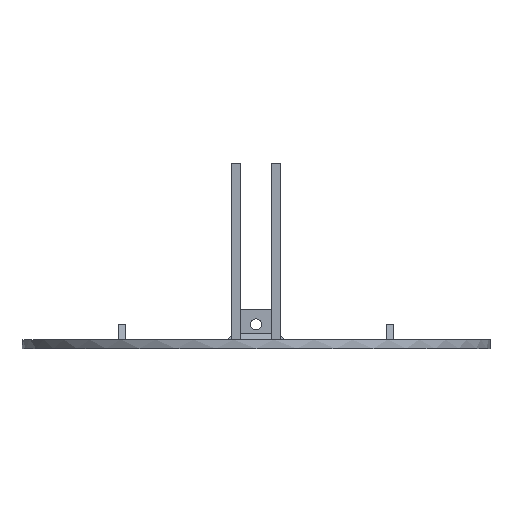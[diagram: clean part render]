
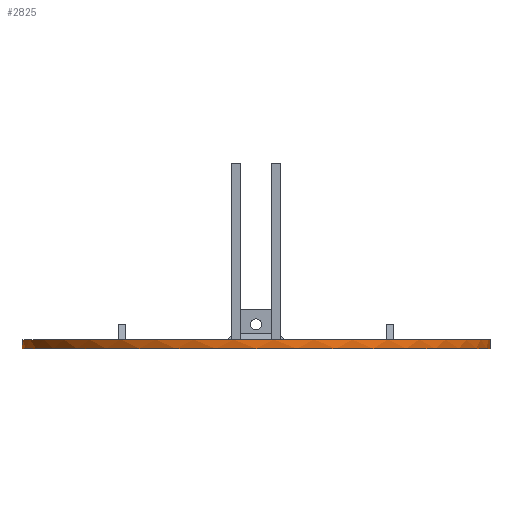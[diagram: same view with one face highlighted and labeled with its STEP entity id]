
A CAD part, front view. The second image highlights one B-rep face of the part: STEP entity #2825.
In plain terms, the highlighted cylindrical face has radius 38.5 mm (diameter 77 mm), a full revolution.
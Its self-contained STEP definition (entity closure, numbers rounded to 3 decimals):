
#32 = PLANE('',#33);
#33 = AXIS2_PLACEMENT_3D('',#34,#35,#36);
#34 = CARTESIAN_POINT('',(0.,0.,-8.5));
#35 = DIRECTION('',(0.,0.,1.));
#36 = DIRECTION('',(0.,1.,0.));
#304 = VERTEX_POINT('',#305);
#305 = CARTESIAN_POINT('',(38.285,4.06,-8.5));
#319 = PLANE('',#320);
#320 = AXIS2_PLACEMENT_3D('',#321,#322,#323);
#321 = CARTESIAN_POINT('',(0.,0.,-8.5));
#322 = DIRECTION('',(0.,0.,1.));
#323 = DIRECTION('',(0.,1.,0.));
#331 = EDGE_CURVE('',#304,#332,#334,.T.);
#332 = VERTEX_POINT('',#333);
#333 = CARTESIAN_POINT('',(38.285,-4.06,-8.5));
#334 = SURFACE_CURVE('',#335,(#340,#347),.PCURVE_S1.);
#335 = CIRCLE('',#336,38.5);
#336 = AXIS2_PLACEMENT_3D('',#337,#338,#339);
#337 = CARTESIAN_POINT('',(0.,0.,-8.5));
#338 = DIRECTION('',(0.,0.,1.));
#339 = DIRECTION('',(1.,0.,0.));
#340 = PCURVE('',#32,#341);
#341 = DEFINITIONAL_REPRESENTATION('',(#342),#346);
#342 = CIRCLE('',#343,38.5);
#343 = AXIS2_PLACEMENT_2D('',#344,#345);
#344 = CARTESIAN_POINT('',(0.,0.));
#345 = DIRECTION('',(0.,-1.));
#346 = ( GEOMETRIC_REPRESENTATION_CONTEXT(2) 
PARAMETRIC_REPRESENTATION_CONTEXT() REPRESENTATION_CONTEXT('2D SPACE',''
  ) );
#347 = PCURVE('',#348,#353);
#348 = CYLINDRICAL_SURFACE('',#349,38.5);
#349 = AXIS2_PLACEMENT_3D('',#350,#351,#352);
#350 = CARTESIAN_POINT('',(0.,0.,-8.5));
#351 = DIRECTION('',(0.,0.,1.));
#352 = DIRECTION('',(1.,0.,0.));
#353 = DEFINITIONAL_REPRESENTATION('',(#354),#358);
#354 = LINE('',#355,#356);
#355 = CARTESIAN_POINT('',(0.,0.));
#356 = VECTOR('',#357,1.);
#357 = DIRECTION('',(1.,0.));
#358 = ( GEOMETRIC_REPRESENTATION_CONTEXT(2) 
PARAMETRIC_REPRESENTATION_CONTEXT() REPRESENTATION_CONTEXT('2D SPACE',''
  ) );
#376 = PLANE('',#377);
#377 = AXIS2_PLACEMENT_3D('',#378,#379,#380);
#378 = CARTESIAN_POINT('',(0.,0.,-8.5));
#379 = DIRECTION('',(0.,0.,1.));
#380 = DIRECTION('',(0.,1.,0.));
#1754 = PLANE('',#1755);
#1755 = AXIS2_PLACEMENT_3D('',#1756,#1757,#1758);
#1756 = CARTESIAN_POINT('',(0.,0.,-10.));
#1757 = DIRECTION('',(0.,0.,1.));
#1758 = DIRECTION('',(0.,1.,0.));
#2599 = PLANE('',#2600);
#2600 = AXIS2_PLACEMENT_3D('',#2601,#2602,#2603);
#2601 = CARTESIAN_POINT('',(0.,0.,-8.5));
#2602 = DIRECTION('',(0.,0.,1.));
#2603 = DIRECTION('',(0.,1.,0.));
#2731 = VERTEX_POINT('',#2732);
#2732 = CARTESIAN_POINT('',(38.341,3.5,-8.5));
#2753 = EDGE_CURVE('',#2731,#304,#2754,.T.);
#2754 = SURFACE_CURVE('',#2755,(#2760,#2767),.PCURVE_S1.);
#2755 = CIRCLE('',#2756,38.5);
#2756 = AXIS2_PLACEMENT_3D('',#2757,#2758,#2759);
#2757 = CARTESIAN_POINT('',(0.,0.,-8.5));
#2758 = DIRECTION('',(0.,0.,1.));
#2759 = DIRECTION('',(1.,0.,0.));
#2760 = PCURVE('',#319,#2761);
#2761 = DEFINITIONAL_REPRESENTATION('',(#2762),#2766);
#2762 = CIRCLE('',#2763,38.5);
#2763 = AXIS2_PLACEMENT_2D('',#2764,#2765);
#2764 = CARTESIAN_POINT('',(0.,0.));
#2765 = DIRECTION('',(0.,-1.));
#2766 = ( GEOMETRIC_REPRESENTATION_CONTEXT(2) 
PARAMETRIC_REPRESENTATION_CONTEXT() REPRESENTATION_CONTEXT('2D SPACE',''
  ) );
#2767 = PCURVE('',#348,#2768);
#2768 = DEFINITIONAL_REPRESENTATION('',(#2769),#2773);
#2769 = LINE('',#2770,#2771);
#2770 = CARTESIAN_POINT('',(0.,0.));
#2771 = VECTOR('',#2772,1.);
#2772 = DIRECTION('',(1.,0.));
#2773 = ( GEOMETRIC_REPRESENTATION_CONTEXT(2) 
PARAMETRIC_REPRESENTATION_CONTEXT() REPRESENTATION_CONTEXT('2D SPACE',''
  ) );
#2825 = ADVANCED_FACE('',(#2826),#348,.T.);
#2826 = FACE_BOUND('',#2827,.T.);
#2827 = EDGE_LOOP('',(#2828,#2852,#2875,#2897,#2898,#2922,#2944,#2945));
#2828 = ORIENTED_EDGE('',*,*,#2829,.F.);
#2829 = EDGE_CURVE('',#2830,#2731,#2832,.T.);
#2830 = VERTEX_POINT('',#2831);
#2831 = CARTESIAN_POINT('',(38.5,0.,-8.5));
#2832 = SURFACE_CURVE('',#2833,(#2838,#2845),.PCURVE_S1.);
#2833 = CIRCLE('',#2834,38.5);
#2834 = AXIS2_PLACEMENT_3D('',#2835,#2836,#2837);
#2835 = CARTESIAN_POINT('',(0.,0.,-8.5));
#2836 = DIRECTION('',(0.,0.,1.));
#2837 = DIRECTION('',(1.,0.,0.));
#2838 = PCURVE('',#348,#2839);
#2839 = DEFINITIONAL_REPRESENTATION('',(#2840),#2844);
#2840 = LINE('',#2841,#2842);
#2841 = CARTESIAN_POINT('',(0.,0.));
#2842 = VECTOR('',#2843,1.);
#2843 = DIRECTION('',(1.,0.));
#2844 = ( GEOMETRIC_REPRESENTATION_CONTEXT(2) 
PARAMETRIC_REPRESENTATION_CONTEXT() REPRESENTATION_CONTEXT('2D SPACE',''
  ) );
#2845 = PCURVE('',#2599,#2846);
#2846 = DEFINITIONAL_REPRESENTATION('',(#2847),#2851);
#2847 = CIRCLE('',#2848,38.5);
#2848 = AXIS2_PLACEMENT_2D('',#2849,#2850);
#2849 = CARTESIAN_POINT('',(0.,0.));
#2850 = DIRECTION('',(0.,-1.));
#2851 = ( GEOMETRIC_REPRESENTATION_CONTEXT(2) 
PARAMETRIC_REPRESENTATION_CONTEXT() REPRESENTATION_CONTEXT('2D SPACE',''
  ) );
#2852 = ORIENTED_EDGE('',*,*,#2853,.T.);
#2853 = EDGE_CURVE('',#2830,#2854,#2856,.T.);
#2854 = VERTEX_POINT('',#2855);
#2855 = CARTESIAN_POINT('',(38.5,0.,-10.));
#2856 = SEAM_CURVE('',#2857,(#2861,#2868),.PCURVE_S1.);
#2857 = LINE('',#2858,#2859);
#2858 = CARTESIAN_POINT('',(38.5,0.,-8.5));
#2859 = VECTOR('',#2860,1.);
#2860 = DIRECTION('',(-0.,-0.,-1.));
#2861 = PCURVE('',#348,#2862);
#2862 = DEFINITIONAL_REPRESENTATION('',(#2863),#2867);
#2863 = LINE('',#2864,#2865);
#2864 = CARTESIAN_POINT('',(6.283,0.));
#2865 = VECTOR('',#2866,1.);
#2866 = DIRECTION('',(0.,-1.));
#2867 = ( GEOMETRIC_REPRESENTATION_CONTEXT(2) 
PARAMETRIC_REPRESENTATION_CONTEXT() REPRESENTATION_CONTEXT('2D SPACE',''
  ) );
#2868 = PCURVE('',#348,#2869);
#2869 = DEFINITIONAL_REPRESENTATION('',(#2870),#2874);
#2870 = LINE('',#2871,#2872);
#2871 = CARTESIAN_POINT('',(0.,0.));
#2872 = VECTOR('',#2873,1.);
#2873 = DIRECTION('',(0.,-1.));
#2874 = ( GEOMETRIC_REPRESENTATION_CONTEXT(2) 
PARAMETRIC_REPRESENTATION_CONTEXT() REPRESENTATION_CONTEXT('2D SPACE',''
  ) );
#2875 = ORIENTED_EDGE('',*,*,#2876,.T.);
#2876 = EDGE_CURVE('',#2854,#2854,#2877,.T.);
#2877 = SURFACE_CURVE('',#2878,(#2883,#2890),.PCURVE_S1.);
#2878 = CIRCLE('',#2879,38.5);
#2879 = AXIS2_PLACEMENT_3D('',#2880,#2881,#2882);
#2880 = CARTESIAN_POINT('',(0.,0.,-10.));
#2881 = DIRECTION('',(0.,0.,1.));
#2882 = DIRECTION('',(1.,0.,0.));
#2883 = PCURVE('',#348,#2884);
#2884 = DEFINITIONAL_REPRESENTATION('',(#2885),#2889);
#2885 = LINE('',#2886,#2887);
#2886 = CARTESIAN_POINT('',(0.,-1.5));
#2887 = VECTOR('',#2888,1.);
#2888 = DIRECTION('',(1.,0.));
#2889 = ( GEOMETRIC_REPRESENTATION_CONTEXT(2) 
PARAMETRIC_REPRESENTATION_CONTEXT() REPRESENTATION_CONTEXT('2D SPACE',''
  ) );
#2890 = PCURVE('',#1754,#2891);
#2891 = DEFINITIONAL_REPRESENTATION('',(#2892),#2896);
#2892 = CIRCLE('',#2893,38.5);
#2893 = AXIS2_PLACEMENT_2D('',#2894,#2895);
#2894 = CARTESIAN_POINT('',(0.,0.));
#2895 = DIRECTION('',(0.,-1.));
#2896 = ( GEOMETRIC_REPRESENTATION_CONTEXT(2) 
PARAMETRIC_REPRESENTATION_CONTEXT() REPRESENTATION_CONTEXT('2D SPACE',''
  ) );
#2897 = ORIENTED_EDGE('',*,*,#2853,.F.);
#2898 = ORIENTED_EDGE('',*,*,#2899,.F.);
#2899 = EDGE_CURVE('',#2900,#2830,#2902,.T.);
#2900 = VERTEX_POINT('',#2901);
#2901 = CARTESIAN_POINT('',(38.341,-3.5,-8.5));
#2902 = SURFACE_CURVE('',#2903,(#2908,#2915),.PCURVE_S1.);
#2903 = CIRCLE('',#2904,38.5);
#2904 = AXIS2_PLACEMENT_3D('',#2905,#2906,#2907);
#2905 = CARTESIAN_POINT('',(0.,0.,-8.5));
#2906 = DIRECTION('',(0.,0.,1.));
#2907 = DIRECTION('',(1.,0.,0.));
#2908 = PCURVE('',#348,#2909);
#2909 = DEFINITIONAL_REPRESENTATION('',(#2910),#2914);
#2910 = LINE('',#2911,#2912);
#2911 = CARTESIAN_POINT('',(0.,0.));
#2912 = VECTOR('',#2913,1.);
#2913 = DIRECTION('',(1.,0.));
#2914 = ( GEOMETRIC_REPRESENTATION_CONTEXT(2) 
PARAMETRIC_REPRESENTATION_CONTEXT() REPRESENTATION_CONTEXT('2D SPACE',''
  ) );
#2915 = PCURVE('',#2599,#2916);
#2916 = DEFINITIONAL_REPRESENTATION('',(#2917),#2921);
#2917 = CIRCLE('',#2918,38.5);
#2918 = AXIS2_PLACEMENT_2D('',#2919,#2920);
#2919 = CARTESIAN_POINT('',(0.,0.));
#2920 = DIRECTION('',(0.,-1.));
#2921 = ( GEOMETRIC_REPRESENTATION_CONTEXT(2) 
PARAMETRIC_REPRESENTATION_CONTEXT() REPRESENTATION_CONTEXT('2D SPACE',''
  ) );
#2922 = ORIENTED_EDGE('',*,*,#2923,.F.);
#2923 = EDGE_CURVE('',#332,#2900,#2924,.T.);
#2924 = SURFACE_CURVE('',#2925,(#2930,#2937),.PCURVE_S1.);
#2925 = CIRCLE('',#2926,38.5);
#2926 = AXIS2_PLACEMENT_3D('',#2927,#2928,#2929);
#2927 = CARTESIAN_POINT('',(0.,0.,-8.5));
#2928 = DIRECTION('',(0.,0.,1.));
#2929 = DIRECTION('',(1.,0.,0.));
#2930 = PCURVE('',#348,#2931);
#2931 = DEFINITIONAL_REPRESENTATION('',(#2932),#2936);
#2932 = LINE('',#2933,#2934);
#2933 = CARTESIAN_POINT('',(0.,0.));
#2934 = VECTOR('',#2935,1.);
#2935 = DIRECTION('',(1.,0.));
#2936 = ( GEOMETRIC_REPRESENTATION_CONTEXT(2) 
PARAMETRIC_REPRESENTATION_CONTEXT() REPRESENTATION_CONTEXT('2D SPACE',''
  ) );
#2937 = PCURVE('',#376,#2938);
#2938 = DEFINITIONAL_REPRESENTATION('',(#2939),#2943);
#2939 = CIRCLE('',#2940,38.5);
#2940 = AXIS2_PLACEMENT_2D('',#2941,#2942);
#2941 = CARTESIAN_POINT('',(0.,0.));
#2942 = DIRECTION('',(0.,-1.));
#2943 = ( GEOMETRIC_REPRESENTATION_CONTEXT(2) 
PARAMETRIC_REPRESENTATION_CONTEXT() REPRESENTATION_CONTEXT('2D SPACE',''
  ) );
#2944 = ORIENTED_EDGE('',*,*,#331,.F.);
#2945 = ORIENTED_EDGE('',*,*,#2753,.F.);
